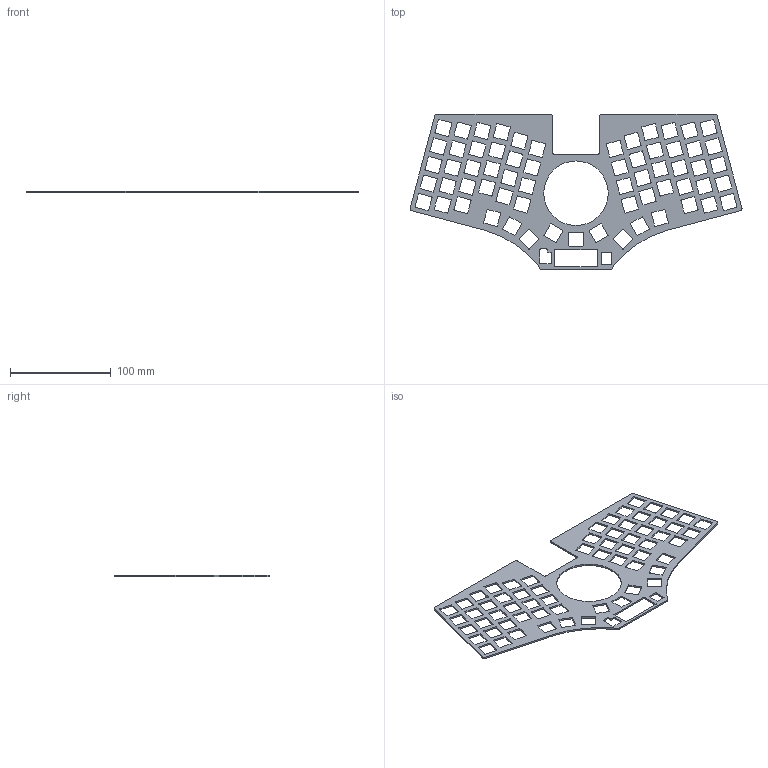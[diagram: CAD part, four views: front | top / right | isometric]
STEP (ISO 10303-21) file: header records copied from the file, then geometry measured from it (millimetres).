
FILE_DESCRIPTION(/* description */ (''),/* implementation_level */ '2;1');
FILE_NAME(/* name */ 'Plate Scroll.step',/* time_stamp */ '2023-08-17T01:33:20+01:00',/* author */ (''),/* organization */ (''),/* preprocessor_version */ 'ST-DEVELOPER v20',/* originating_system */ 'Autodesk Translation Framework v12.9.0.99',/* authorisation */ '');
FILE_SCHEMA (('AUTOMOTIVE_DESIGN { 1 0 10303 214 3 1 1 }'));
Length unit declared in the file: millimetre
Products named in the file (1): Plate Scroll
Bounding box: 329.72 x 154.74 x 1.6 mm (x, y, z)
Volume: 32268.1 mm3; surface area: 48018.8 mm2
Topology: 1 solids, 1 shells, 557 faces, 1665 edges, 1110 vertices
Faces by surface type: plane 278, cylinder 277, bspline 2
Full cylindrical faces by diameter (mm): 64 x1
Entity records: 19225 total; most frequent: CARTESIAN_POINT 3384, ORIENTED_EDGE 3330, DIRECTION 3324, EDGE_CURVE 1665, VERTEX_POINT 1110, AXIS2_PLACEMENT_3D 1110, LINE 1104, VECTOR 1104
